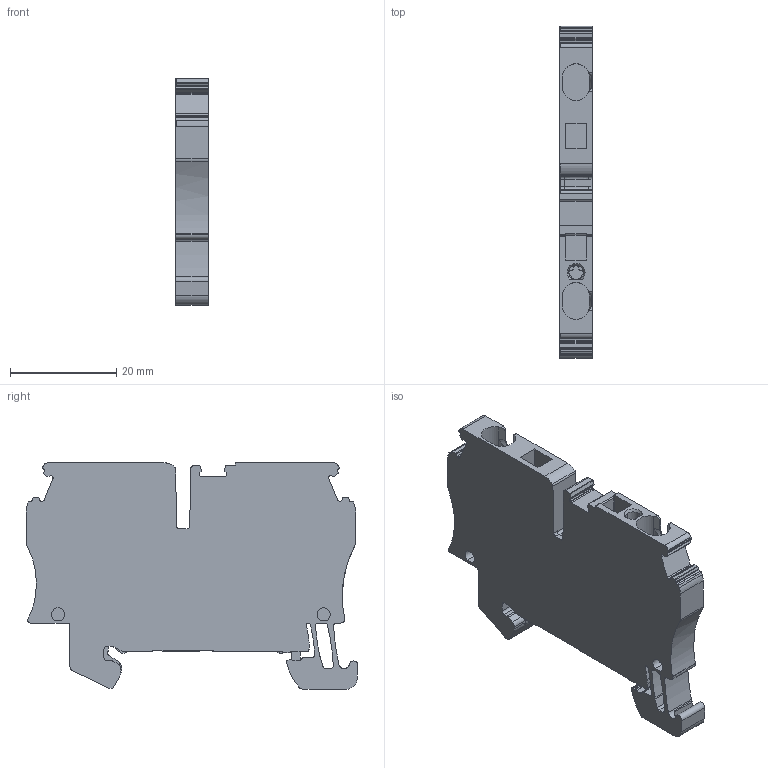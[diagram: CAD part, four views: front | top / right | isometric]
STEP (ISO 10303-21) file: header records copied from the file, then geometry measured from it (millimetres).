
FILE_DESCRIPTION(('CATIA V5R20 STEP214','CAx-IF Rec.Pracs.--- Model Styling and Organization---1.5--- 2016-08-15','CAx-IF Rec.Pracs.---Supplemental Geometry---1.0---2011-11-01','CAx-IF Rec.Pracs.--- Composite Materials ---1.1---2010-07-15'),'2;1');
FILE_NAME ('D1453912_2', '2024-06-20T12:10:32+00:00', ('Weidmueller Interface'), ('Weidmueller'), 'CATIA Version 5-6 Release 2022 SP4 HF5', 'CATIA V5 STEP AP214 v3', 'none');
FILE_SCHEMA(('AUTOMOTIVE_DESIGN { 1 0 10303 214 1 1 1 1 }'));
Length unit declared in the file: millimetre
Products named in the file (1): 1632080000
Bounding box: 6.1 x 62.43 x 42.6 mm (x, y, z)
Volume: 11656.9 mm3; surface area: 6799.4 mm2
Topology: 1 solids, 1 shells, 385 faces, 1124 edges, 746 vertices
Faces by surface type: plane 171, cylinder 142, extrusion 62, cone 5, torus 3, bspline 2
Entity records: 13417 total; most frequent: CARTESIAN_POINT 3337, ORIENTED_EDGE 2244, DIRECTION 1579, EDGE_CURVE 1122, VECTOR 753, VERTEX_POINT 746, LINE 691, AXIS2_PLACEMENT_3D 567
